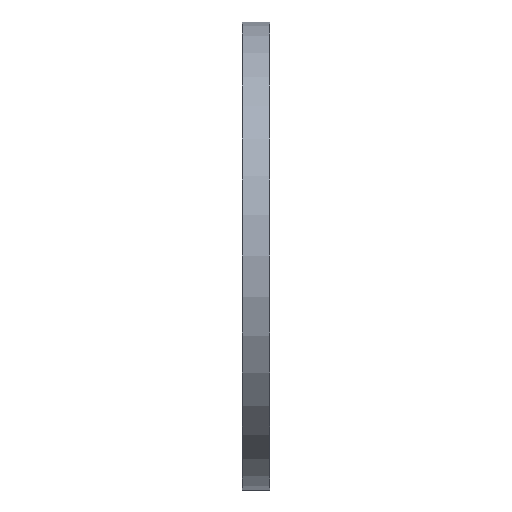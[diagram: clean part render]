
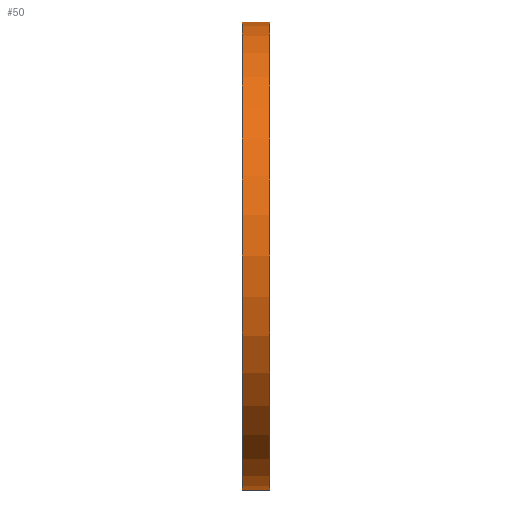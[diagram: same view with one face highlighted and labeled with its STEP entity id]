
A CAD part, left-side view. The second image highlights one B-rep face of the part: STEP entity #50.
In plain terms, the highlighted cylindrical face has radius 222.5 mm (diameter 445 mm), a partial arc.
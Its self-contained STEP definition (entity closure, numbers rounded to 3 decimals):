
#24 = EDGE_CURVE ( 'NONE', #199, #789, #414, .T. ) ;
#34 = CARTESIAN_POINT ( 'NONE',  ( 0., 34.695, 222.5 ) ) ;
#50 = ADVANCED_FACE ( 'NONE', ( #233 ), #499, .T. ) ;
#100 = DIRECTION ( 'NONE',  ( 0., 0., 1. ) ) ;
#112 = VECTOR ( 'NONE', #315, 1000. ) ;
#118 = VERTEX_POINT ( 'NONE', #669 ) ;
#127 = CARTESIAN_POINT ( 'NONE',  ( 0., 0., -222.5 ) ) ;
#141 = DIRECTION ( 'NONE',  ( 0., 0., 1. ) ) ;
#146 = DIRECTION ( 'NONE',  ( 0., 1., 0. ) ) ;
#165 = VERTEX_POINT ( 'NONE', #127 ) ;
#196 = ORIENTED_EDGE ( 'NONE', *, *, #24, .F. ) ;
#199 = VERTEX_POINT ( 'NONE', #598 ) ;
#233 = FACE_OUTER_BOUND ( 'NONE', #1057, .T. ) ;
#315 = DIRECTION ( 'NONE',  ( 0., 1., 0. ) ) ;
#322 = CARTESIAN_POINT ( 'NONE',  ( 0., 34.695, 0. ) ) ;
#342 = DIRECTION ( 'NONE',  ( 0., 1., 0. ) ) ;
#353 = CARTESIAN_POINT ( 'NONE',  ( 0., 26., 222.5 ) ) ;
#384 = CIRCLE ( 'NONE', #958, 222.5 ) ;
#414 = CIRCLE ( 'NONE', #654, 222.5 ) ;
#499 = CYLINDRICAL_SURFACE ( 'NONE', #1137, 222.5 ) ;
#504 = CARTESIAN_POINT ( 'NONE',  ( 0., 34.695, -222.5 ) ) ;
#535 = CARTESIAN_POINT ( 'NONE',  ( 0., 26., 0. ) ) ;
#544 = EDGE_CURVE ( 'NONE', #165, #199, #584, .T. ) ;
#584 = LINE ( 'NONE', #504, #112 ) ;
#598 = CARTESIAN_POINT ( 'NONE',  ( 0., 26., -222.5 ) ) ;
#641 = LINE ( 'NONE', #34, #736 ) ;
#654 = AXIS2_PLACEMENT_3D ( 'NONE', #535, #884, #100 ) ;
#665 = EDGE_CURVE ( 'NONE', #165, #118, #384, .T. ) ;
#669 = CARTESIAN_POINT ( 'NONE',  ( 0., 0., 222.5 ) ) ;
#682 = DIRECTION ( 'NONE',  ( 0., 0., 1. ) ) ;
#699 = ORIENTED_EDGE ( 'NONE', *, *, #744, .T. ) ;
#736 = VECTOR ( 'NONE', #797, 1000. ) ;
#744 = EDGE_CURVE ( 'NONE', #118, #789, #641, .T. ) ;
#759 = ORIENTED_EDGE ( 'NONE', *, *, #665, .T. ) ;
#789 = VERTEX_POINT ( 'NONE', #353 ) ;
#797 = DIRECTION ( 'NONE',  ( 0., 1., 0. ) ) ;
#829 = ORIENTED_EDGE ( 'NONE', *, *, #544, .F. ) ;
#884 = DIRECTION ( 'NONE',  ( 0., 1., 0. ) ) ;
#958 = AXIS2_PLACEMENT_3D ( 'NONE', #1133, #342, #682 ) ;
#1057 = EDGE_LOOP ( 'NONE', ( #829, #759, #699, #196 ) ) ;
#1133 = CARTESIAN_POINT ( 'NONE',  ( 0., 0., 0. ) ) ;
#1137 = AXIS2_PLACEMENT_3D ( 'NONE', #322, #146, #141 ) ;
